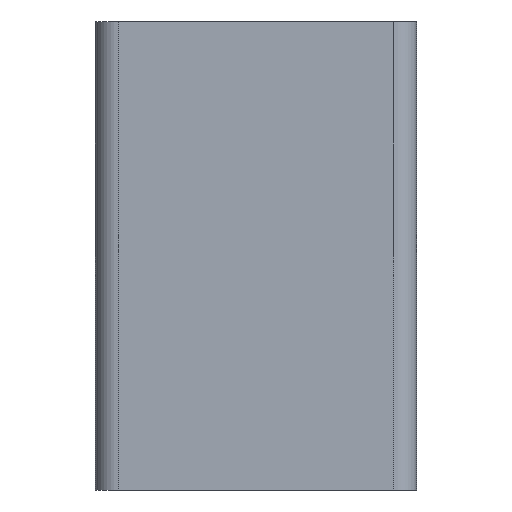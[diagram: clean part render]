
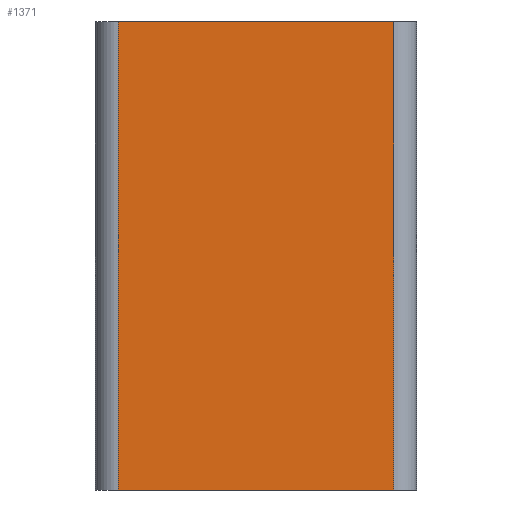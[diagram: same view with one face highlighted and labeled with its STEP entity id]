
A CAD part, left-side view. The second image highlights one B-rep face of the part: STEP entity #1371.
In plain terms, the highlighted planar face has unit normal (-1, 0, 0).
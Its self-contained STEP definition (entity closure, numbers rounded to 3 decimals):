
#21 = ORIENTED_EDGE ( 'NONE', *, *, #1434, .T. ) ;
#175 = ORIENTED_EDGE ( 'NONE', *, *, #1436, .F. ) ;
#176 = ORIENTED_EDGE ( 'NONE', *, *, #1433, .F. ) ;
#177 = ORIENTED_EDGE ( 'NONE', *, *, #1423, .T. ) ;
#272 = CARTESIAN_POINT ( 'NONE',  ( -60., 5., -51. ) ) ;
#277 = CARTESIAN_POINT ( 'NONE',  ( -60., 65., -51. ) ) ;
#278 = CARTESIAN_POINT ( 'NONE',  ( -60., 65., 51. ) ) ;
#279 = CARTESIAN_POINT ( 'NONE',  ( -60., 5., 51. ) ) ;
#729 = VERTEX_POINT ( 'NONE', #272 ) ;
#734 = VERTEX_POINT ( 'NONE', #277 ) ;
#744 = VERTEX_POINT ( 'NONE', #278 ) ;
#746 = VERTEX_POINT ( 'NONE', #279 ) ;
#830 = LINE ( 'NONE', #831, #1129 ) ;
#831 = CARTESIAN_POINT ( 'NONE',  ( -60., 65., 51. ) ) ;
#832 = DIRECTION ( 'NONE',  ( 0., 0., -1. ) ) ;
#886 = CARTESIAN_POINT ( 'NONE',  ( -60., 5., 51. ) ) ;
#887 = LINE ( 'NONE', #886, #1279 ) ;
#893 = CARTESIAN_POINT ( 'NONE',  ( -60., 5., 51. ) ) ;
#897 = DIRECTION ( 'NONE',  ( 0., -1., 0. ) ) ;
#898 = LINE ( 'NONE', #899, #1281 ) ;
#899 = CARTESIAN_POINT ( 'NONE',  ( -60., 5., -51. ) ) ;
#900 = DIRECTION ( 'NONE',  ( 0., -1., 0. ) ) ;
#903 = LINE ( 'NONE', #893, #1275 ) ;
#907 = DIRECTION ( 'NONE',  ( 0., 0., -1. ) ) ;
#1129 = VECTOR ( 'NONE', #832, 1000. ) ;
#1232 = EDGE_LOOP ( 'NONE', ( #21, #175, #176, #177 ) ) ;
#1275 = VECTOR ( 'NONE', #907, 1000. ) ;
#1279 = VECTOR ( 'NONE', #897, 1000. ) ;
#1281 = VECTOR ( 'NONE', #900, 1000. ) ;
#1371 = ADVANCED_FACE ( 'NONE', ( #1544 ), #1545, .F. ) ;
#1423 = EDGE_CURVE ( 'NONE', #744, #734, #830, .T. ) ;
#1433 = EDGE_CURVE ( 'NONE', #744, #746, #887, .T. ) ;
#1434 = EDGE_CURVE ( 'NONE', #734, #729, #898, .T. ) ;
#1436 = EDGE_CURVE ( 'NONE', #746, #729, #903, .T. ) ;
#1544 = FACE_OUTER_BOUND ( 'NONE', #1232, .T. ) ;
#1545 = PLANE ( 'NONE',  #1573 ) ;
#1555 = CARTESIAN_POINT ( 'NONE',  ( -60., 5., 51. ) ) ;
#1556 = DIRECTION ( 'NONE',  ( 1., 0., 0. ) ) ;
#1557 = DIRECTION ( 'NONE',  ( 0., 0., -1. ) ) ;
#1573 = AXIS2_PLACEMENT_3D ( 'NONE', #1555, #1556, #1557 ) ;
